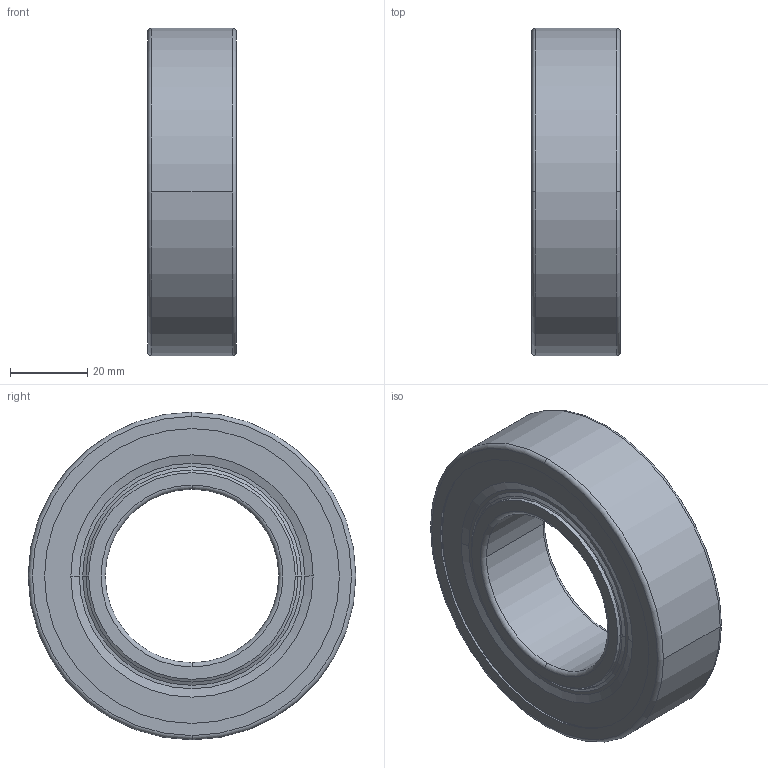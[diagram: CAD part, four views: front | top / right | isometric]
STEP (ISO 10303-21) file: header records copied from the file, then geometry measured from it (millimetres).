
FILE_DESCRIPTION(('STEP AP242'),'1');
FILE_NAME('snr_2209keeg15_2.stp','2024-10-04T12:10:28',('TraceParts'),('TraceParts S.A.'),'Spatial InterOp 3D',' ',' ');
FILE_SCHEMA(('AP242_MANAGED_MODEL_BASED_3D_ENGINEERING_MIM_LF {1 0 10303 442 1 1 4}'));
Length unit declared in the file: millimetre
Products named in the file (1): snr_2209keeg15_2_1
Bounding box: 23 x 85 x 85 mm (x, y, z)
Volume: 69277.2 mm3; surface area: 44028 mm2
Topology: 6 solids, 6 shells, 220 faces, 602 edges, 330 vertices
Faces by surface type: torus 88, sphere 66, cone 28, cylinder 22, plane 16
Entity records: 8145 total; most frequent: CARTESIAN_POINT 3202, DIRECTION 1086, ORIENTED_EDGE 940, AXIS2_PLACEMENT_3D 518, EDGE_CURVE 470, VERTEX_POINT 330, EDGE_LOOP 300, CIRCLE 292
